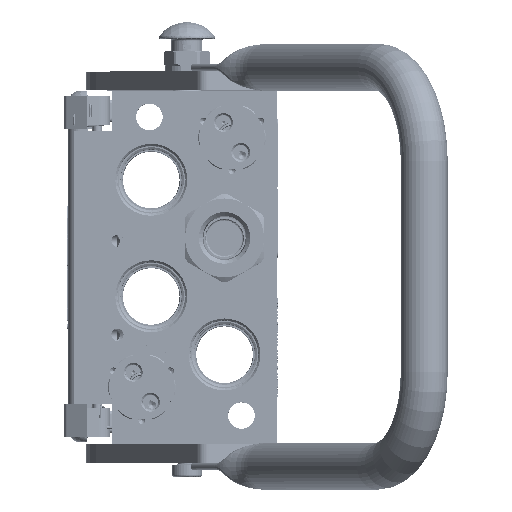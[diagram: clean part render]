
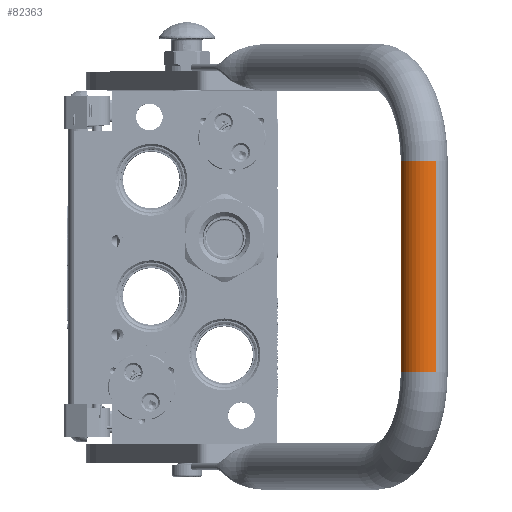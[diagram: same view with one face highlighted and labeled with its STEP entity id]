
A CAD part, top view. The second image highlights one B-rep face of the part: STEP entity #82363.
In plain terms, the highlighted cylindrical face has radius 12.5 mm (diameter 25 mm), a partial arc.
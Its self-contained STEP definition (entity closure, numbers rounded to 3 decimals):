
#4180 = VERTEX_POINT ( 'NONE', #154676 ) ;
#16607 = DIRECTION ( 'NONE',  ( 1., 0., 0. ) ) ;
#18717 = EDGE_CURVE ( 'NONE', #4180, #154797, #183390, .T. ) ;
#21373 = ORIENTED_EDGE ( 'NONE', *, *, #18717, .T. ) ;
#25553 = DIRECTION ( 'NONE',  ( 0., 0., 1. ) ) ;
#30394 = EDGE_CURVE ( 'NONE', #110236, #154797, #109967, .T. ) ;
#32683 = DIRECTION ( 'NONE',  ( 0., 0., -1. ) ) ;
#35211 = LINE ( 'NONE', #87652, #148029 ) ;
#38095 = AXIS2_PLACEMENT_3D ( 'NONE', #117390, #77251, #32683 ) ;
#52724 = DIRECTION ( 'NONE',  ( 1., 0., 0. ) ) ;
#56793 = AXIS2_PLACEMENT_3D ( 'NONE', #180082, #52724, #25553 ) ;
#56826 = ORIENTED_EDGE ( 'NONE', *, *, #170098, .T. ) ;
#71836 = VERTEX_POINT ( 'NONE', #112168 ) ;
#75998 = CARTESIAN_POINT ( 'NONE',  ( 56.25, 0., 155. ) ) ;
#77251 = DIRECTION ( 'NONE',  ( -1., 0., 0. ) ) ;
#79548 = DIRECTION ( 'NONE',  ( 1., 0., 0. ) ) ;
#79906 = EDGE_LOOP ( 'NONE', ( #21373, #116192, #99419, #56826 ) ) ;
#82363 = ADVANCED_FACE ( 'NONE', ( #86114 ), #170169, .T. ) ;
#86114 = FACE_OUTER_BOUND ( 'NONE', #79906, .T. ) ;
#87652 = CARTESIAN_POINT ( 'NONE',  ( -56.25, 0., 180. ) ) ;
#88881 = DIRECTION ( 'NONE',  ( 0., 0., 1. ) ) ;
#99419 = ORIENTED_EDGE ( 'NONE', *, *, #151444, .F. ) ;
#108209 = VECTOR ( 'NONE', #79548, 1000. ) ;
#109967 = CIRCLE ( 'NONE', #162419, 12.5 ) ;
#110236 = VERTEX_POINT ( 'NONE', #135883 ) ;
#112168 = CARTESIAN_POINT ( 'NONE',  ( -56.25, 0., 180. ) ) ;
#113630 = CIRCLE ( 'NONE', #56793, 12.5 ) ;
#116192 = ORIENTED_EDGE ( 'NONE', *, *, #30394, .F. ) ;
#117390 = CARTESIAN_POINT ( 'NONE',  ( -56.25, 0., 167.5 ) ) ;
#130261 = CARTESIAN_POINT ( 'NONE',  ( 56.25, 0., 167.5 ) ) ;
#130831 = DIRECTION ( 'NONE',  ( 1., 0., 0. ) ) ;
#135883 = CARTESIAN_POINT ( 'NONE',  ( 56.25, 0., 180. ) ) ;
#137525 = CARTESIAN_POINT ( 'NONE',  ( -56.25, 0., 155. ) ) ;
#148029 = VECTOR ( 'NONE', #130831, 1000. ) ;
#151444 = EDGE_CURVE ( 'NONE', #71836, #110236, #35211, .T. ) ;
#154676 = CARTESIAN_POINT ( 'NONE',  ( -56.25, 0., 155. ) ) ;
#154797 = VERTEX_POINT ( 'NONE', #75998 ) ;
#162419 = AXIS2_PLACEMENT_3D ( 'NONE', #130261, #16607, #88881 ) ;
#170098 = EDGE_CURVE ( 'NONE', #71836, #4180, #113630, .T. ) ;
#170169 = CYLINDRICAL_SURFACE ( 'NONE', #38095, 12.5 ) ;
#180082 = CARTESIAN_POINT ( 'NONE',  ( -56.25, 0., 167.5 ) ) ;
#183390 = LINE ( 'NONE', #137525, #108209 ) ;
